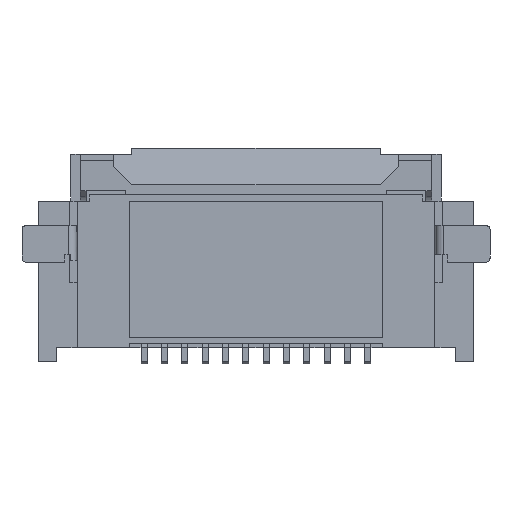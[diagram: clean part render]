
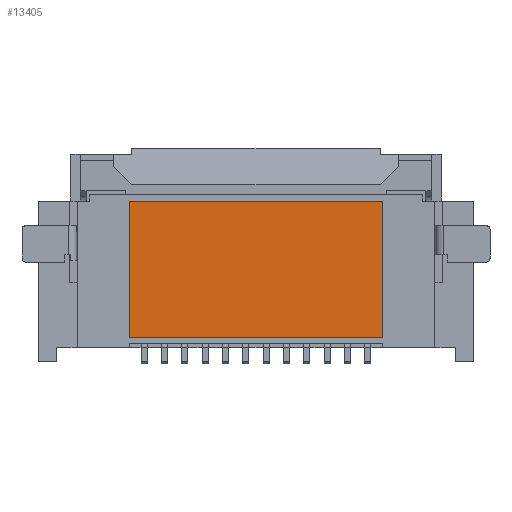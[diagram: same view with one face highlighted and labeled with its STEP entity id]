
A CAD part, front view. The second image highlights one B-rep face of the part: STEP entity #13405.
In plain terms, the highlighted planar face has unit normal (0, -1, 0).
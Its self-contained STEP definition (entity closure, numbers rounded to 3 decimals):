
#1318=DIRECTION('',(0.,0.,-1.));
#1319=VECTOR('',#1318,3.35);
#1320=CARTESIAN_POINT('',(-3.115,0.,2.7));
#1321=LINE('',#1320,#1319);
#1322=DIRECTION('',(1.,0.,0.));
#1323=VECTOR('',#1322,6.23);
#1324=CARTESIAN_POINT('',(-3.115,0.,2.7));
#1325=LINE('',#1324,#1323);
#1326=DIRECTION('',(0.,0.,-1.));
#1327=VECTOR('',#1326,3.35);
#1328=CARTESIAN_POINT('',(3.115,0.,2.7));
#1329=LINE('',#1328,#1327);
#1378=DIRECTION('',(1.,0.,0.));
#1379=VECTOR('',#1378,6.23);
#1380=CARTESIAN_POINT('',(-3.115,0.,-0.65));
#1381=LINE('',#1380,#1379);
#9214=CARTESIAN_POINT('',(-3.115,0.,2.7));
#9215=CARTESIAN_POINT('',(-3.115,0.,-0.65));
#9216=VERTEX_POINT('',#9214);
#9217=VERTEX_POINT('',#9215);
#9218=CARTESIAN_POINT('',(3.115,0.,2.7));
#9219=CARTESIAN_POINT('',(3.115,0.,-0.65));
#9220=VERTEX_POINT('',#9218);
#9221=VERTEX_POINT('',#9219);
#13392=CARTESIAN_POINT('',(-5.35,0.,2.7));
#13393=DIRECTION('',(0.,-1.,0.));
#13394=DIRECTION('',(0.,0.,-1.));
#13395=AXIS2_PLACEMENT_3D('',#13392,#13393,#13394);
#13396=PLANE('',#13395);
#13397=ORIENTED_EDGE('',*,*,#13382,.F.);
#13398=ORIENTED_EDGE('',*,*,#13301,.T.);
#13400=ORIENTED_EDGE('',*,*,#13399,.T.);
#13402=ORIENTED_EDGE('',*,*,#13401,.F.);
#13403=EDGE_LOOP('',(#13397,#13398,#13400,#13402));
#13404=FACE_OUTER_BOUND('',#13403,.F.);
#13405=ADVANCED_FACE('',(#13404),#13396,.T.);
#13301=EDGE_CURVE('',#9216,#9220,#1325,.T.);
#13382=EDGE_CURVE('',#9216,#9217,#1321,.T.);
#13399=EDGE_CURVE('',#9220,#9221,#1329,.T.);
#13401=EDGE_CURVE('',#9217,#9221,#1381,.T.);
